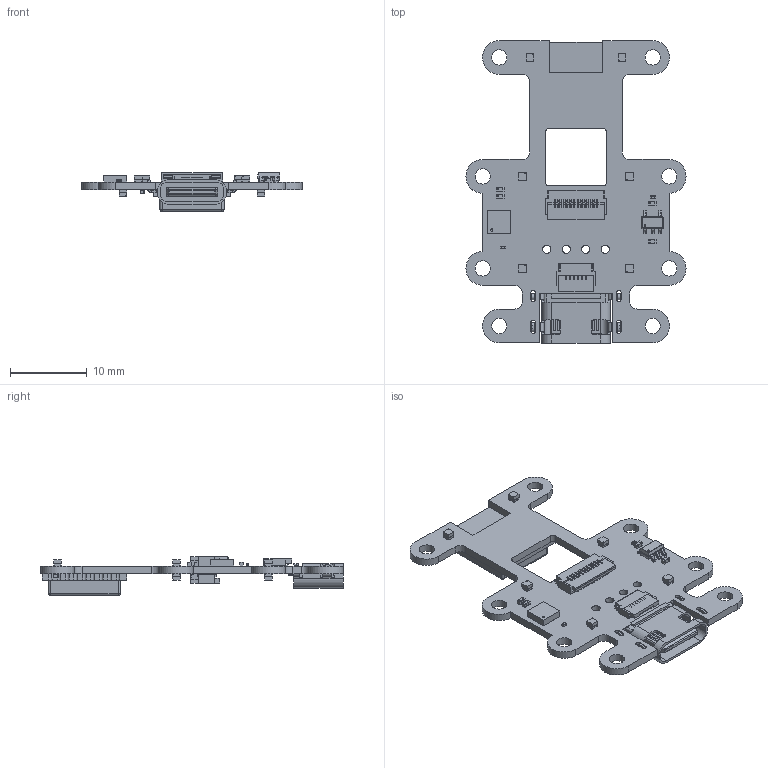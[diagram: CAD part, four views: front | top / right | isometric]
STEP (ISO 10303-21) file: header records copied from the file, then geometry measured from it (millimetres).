
FILE_DESCRIPTION(('Open CASCADE Model'),'2;1');
FILE_NAME('Open CASCADE Shape Model','2024-06-24T10:31:39',('Author'),( 'Open CASCADE'),'Open CASCADE STEP processor 7.5','Open CASCADE 7.5' ,'Unknown');
FILE_SCHEMA(('AUTOMOTIVE_DESIGN { 1 0 10303 214 1 1 1 1 }'));
Length unit declared in the file: millimetre
Products named in the file (63): PCB; Board; Open CASCADE STEP translator 7.5 2.1.1; U3; LGA-16-3x3; U1; LGA-16_L3.0-W3.0-P0.50-BL_SQ; COMPOUND (1); SOT-23-5; SOT-23-5_L3.0-W1.7-P0.95-LS2.8-BL; C7; C0402; C1; SOLID; C6; C5; C4; C0201; C3; C2; USBC1; TYPE-C 3.1_16P_ĸع; USB-C-SMD_TYPE-C-USB-4; FPC3; FFC_6P_0.5mm; FPC1; FFC-SMD_6P-P0.50_FH34SRJ-6S-0.5SH; U2; ESP-01F-2M; L1; WIFIM-SMD_ESP-01F-2M; RGB6; XL-1010RGBC; LED-SMD_4P-L1.0-W1.0-TL_XL-1010RGBC-WS2812B; RGB7; RGB2; RGB4; RGB10; RGB8; RGB9 ...
Assembly tree (77 placements, depth 6):
  PCB
    Board
      Open CASCADE STEP translator 7.5 2.1.1
    U3
      LGA-16-3x3
        U1
          LGA-16_L3.0-W3.0-P0.50-BL_SQ
            COMPOUND (1)
    U1
      SOT-23-5
        U1
          SOT-23-5_L3.0-W1.7-P0.95-LS2.8-BL
            COMPOUND (1)
    C7
      C0402
        C1
          C0402
            SOLID
    C6
      C0402
        C1
          C0402
            SOLID
    C5
      C0402
        C1
          C0402
            SOLID
    C4
      C0201
        C1
          C0201
            COMPOUND (1)
    C3
      C0201
        C1
          C0201
            COMPOUND (1)
    C2
      C0402
        C1
          C0402
            SOLID
    C1
      C0402
        C1
          C0402
            SOLID
    USBC1
      TYPE-C 3.1_16P_ĸع
        USBC1
          USB-C-SMD_TYPE-C-USB-4
            COMPOUND (1)
    FPC3
      FFC_6P_0.5mm
        FPC1
          FFC-SMD_6P-P0.50_FH34SRJ-6S-0.5SH
            COMPOUND (1)
    U2
      ESP-01F-2M
Bounding box: 28.7 x 39.47 x 5.06 mm (x, y, z)
Volume: 1052.6 mm3; surface area: 3030.8 mm2
Topology: 154 solids, 154 shells, 3759 faces, 9705 edges, 6185 vertices
Faces by surface type: plane 2718, cylinder 897, sphere 97, torus 41, bspline 6
Full cylindrical faces by diameter (mm): 0.181 x1, 0.25 x1, 0.3 x1, 0.5 x2, 1.1 x4, 2 x8
Entity records: 78057 total; most frequent: CARTESIAN_POINT 11385, ORIENTED_EDGE 10714, DIRECTION 10680, EDGE_CURVE 5357, LINE 4328, VECTOR 4328, VERTEX_POINT 3425, AXIS2_PLACEMENT_3D 3176
